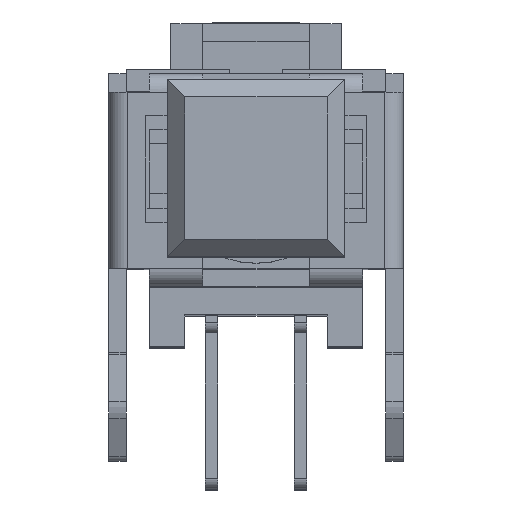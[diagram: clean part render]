
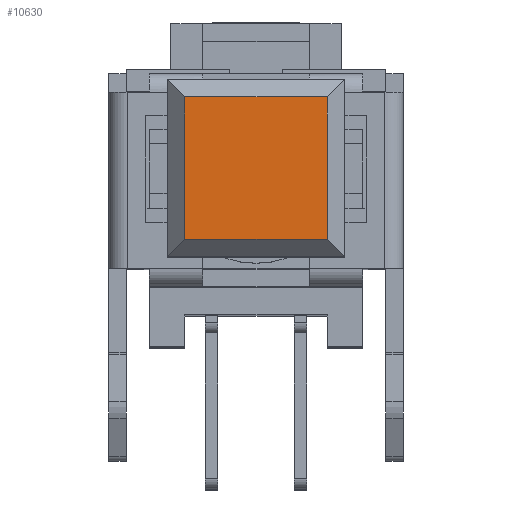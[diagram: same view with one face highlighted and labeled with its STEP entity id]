
A CAD part, top view. The second image highlights one B-rep face of the part: STEP entity #10630.
In plain terms, the highlighted planar face has unit normal (0, 0, 1).
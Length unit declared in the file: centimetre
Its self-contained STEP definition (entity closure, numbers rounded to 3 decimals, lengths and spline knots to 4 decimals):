
#201=FACE_OUTER_BOUND('',#752,.T.);
#752=EDGE_LOOP('',(#7200,#7201,#7202,#7203));
#1599=LINE('',#15142,#3018);
#1603=LINE('',#15150,#3022);
#1606=LINE('',#15156,#3025);
#1609=LINE('',#15161,#3028);
#3018=VECTOR('',#12127,0.4);
#3022=VECTOR('',#12133,0.4);
#3025=VECTOR('',#12138,0.4);
#3028=VECTOR('',#12143,0.4);
#4417=VERTEX_POINT('',#15140);
#4418=VERTEX_POINT('',#15141);
#4421=VERTEX_POINT('',#15149);
#4423=VERTEX_POINT('',#15155);
#5498=EDGE_CURVE('',#4417,#4418,#1599,.T.);
#5502=EDGE_CURVE('',#4418,#4421,#1603,.T.);
#5505=EDGE_CURVE('',#4421,#4423,#1606,.T.);
#5508=EDGE_CURVE('',#4423,#4417,#1609,.T.);
#7200=ORIENTED_EDGE('',*,*,#5498,.F.);
#7201=ORIENTED_EDGE('',*,*,#5508,.F.);
#7202=ORIENTED_EDGE('',*,*,#5505,.F.);
#7203=ORIENTED_EDGE('',*,*,#5502,.F.);
#10159=PLANE('',#11211);
#10630=ADVANCED_FACE('',(#201),#10159,.T.);
#11211=AXIS2_PLACEMENT_3D('',#15169,#12153,#12154);
#12127=DIRECTION('',(0.,-1.,0.));
#12133=DIRECTION('',(-1.,0.,0.));
#12138=DIRECTION('',(0.,1.,0.));
#12143=DIRECTION('',(1.,0.,0.));
#12153=DIRECTION('center_axis',(0.,0.,
1.));
#12154=DIRECTION('ref_axis',(1.,0.,0.));
#15140=CARTESIAN_POINT('',(0.2,0.2,1.59));
#15141=CARTESIAN_POINT('',(0.2,-0.2,1.59));
#15142=CARTESIAN_POINT('',(0.2,0.2,1.59));
#15149=CARTESIAN_POINT('',(-0.2,-0.2,1.59));
#15150=CARTESIAN_POINT('',(0.2,-0.2,1.59));
#15155=CARTESIAN_POINT('',(-0.2,0.2,1.59));
#15156=CARTESIAN_POINT('',(-0.2,-0.2,1.59));
#15161=CARTESIAN_POINT('',(-0.2,0.2,1.59));
#15169=CARTESIAN_POINT('Origin',(0.,0.,1.59));
